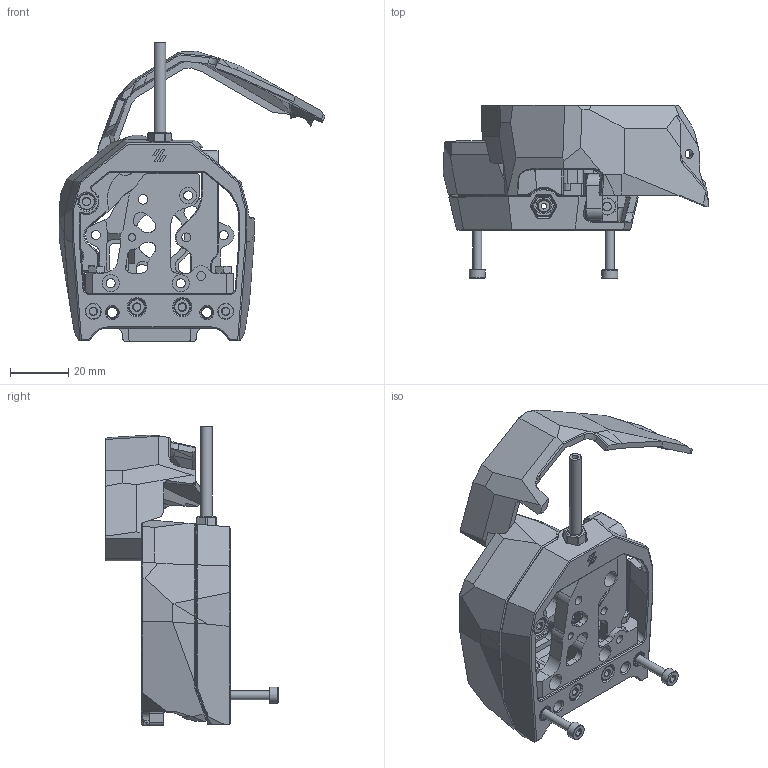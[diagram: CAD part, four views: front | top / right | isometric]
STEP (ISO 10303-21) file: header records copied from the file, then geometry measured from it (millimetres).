
FILE_DESCRIPTION(/* description */ (''),/* implementation_level */ '2;1');
FILE_NAME(/* name */ 'HS_LGX-LITE-extrusora_CNC_CW2_style_mount.step',/* time_stamp */ '2022-09-03T11:18:44+08:00',/* author */ (''),/* organization */ (''),/* preprocessor_version */ 'ST-DEVELOPER v19',/* originating_system */ 'Autodesk Translation Framework v11.7.0.108',/* authorisation */ '');
FILE_SCHEMA (('AUTOMOTIVE_DESIGN { 1 0 10303 214 3 1 1 }'));
Products named in the file (13): Stealthburner_Assembly; HS_LGX-LITE-extrusora_CNC; PTFE; Button (2); Front_body_LGX_Lite_Stealthburner; Rear_body_LGX_Lite_Stealthburner; cable_cover (3); Fastener; M3x16 SHCS; M3 Threaded Insert (1) (2); M3 Hex Nut (2); M3x25 SHCS (1); M3x12 SHCS 
Assembly tree (21 placements, depth 4):
  Stealthburner_Assembly
    HS_LGX-LITE-extrusora_CNC
      PTFE
      Button (2)
      Front_body_LGX_Lite_Stealthburner
      Rear_body_LGX_Lite_Stealthburner
      cable_cover (3)
      Fastener
        M3 Threaded Insert (1) (2)  x5
        M3x16 SHCS  x2
        M3x25 SHCS (1)  x3
        M3 Hex Nut (2)  x2
        M3x12 SHCS   x2
Bounding box: 91.12 x 59.25 x 102.43 mm (x, y, z)
Volume: 55034.2 mm3; surface area: 43518.1 mm2
Topology: 22 solids, 22 shells, 2017 faces, 5388 edges, 3466 vertices
Faces by surface type: plane 865, cylinder 473, bspline 455, cone 220, torus 4
Full cylindrical faces by diameter (mm): 2 x1, 2.1 x2, 2.5 x1, 2.9 x6, 3 x17, 3.02 x1, 3.1 x13, 3.2 x1, 3.3 x3, 3.4 x9, 4 x3, 4.2 x8, 4.25 x5, 4.3 x6, 4.4 x1, 4.6 x5, 4.7 x7, 5 x3, 5.02 x3, 5.5 x7, 5.8 x6, 6 x8, 7 x2, 17 x1
Entity records: 50425 total; most frequent: CARTESIAN_POINT 14109, ORIENTED_EDGE 7754, DIRECTION 7146, EDGE_CURVE 3877, VERTEX_POINT 2484, LINE 2420, VECTOR 2420, AXIS2_PLACEMENT_3D 2363
